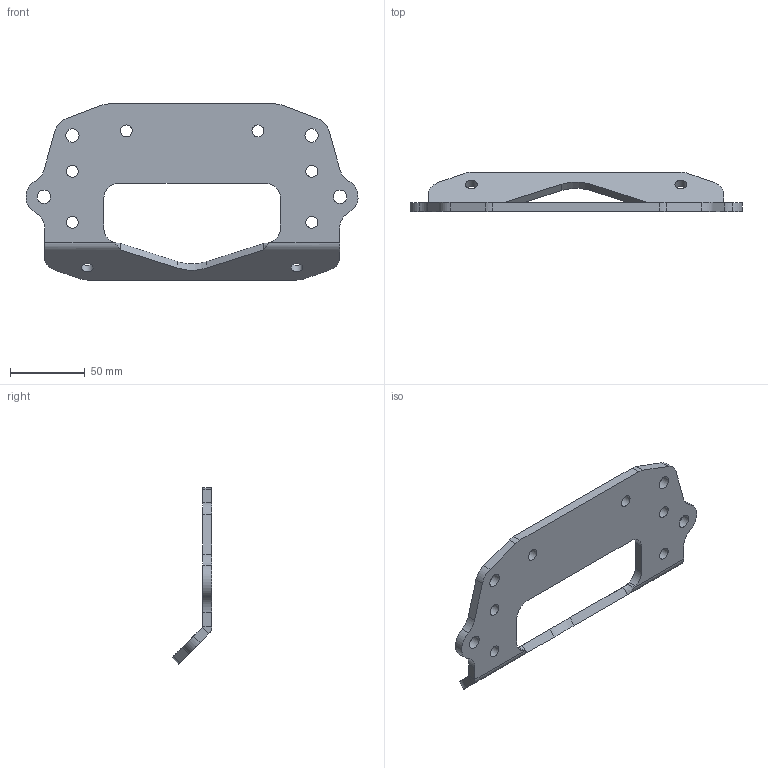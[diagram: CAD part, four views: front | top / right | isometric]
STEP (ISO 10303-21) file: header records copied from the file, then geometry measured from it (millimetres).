
FILE_DESCRIPTION((' '),'2;1');
FILE_NAME( 'M6 10 116 (Grind Head Bottom Plate).stp', '2025-03-20T16:43:49', (' '), ('--- ---'), ' V2025.1 Dec 16 2024', ' 2025 (c)', ' ');
FILE_SCHEMA(('AP242_MANAGED_MODEL_BASED_3D_ENGINEERING_MIM_LF { 1 0 10303 442 1 1 4 }'));
Length unit declared in the file: millimetre
Products named in the file (1): M6 10 116 (Grind Head Bottom Plate)
Bounding box: 221.77 x 26.33 x 117.57 mm (x, y, z)
Volume: 103151.1 mm3; surface area: 41729.9 mm2
Topology: 1 solids, 1 shells, 62 faces, 170 edges, 108 vertices
Faces by surface type: cylinder 35, plane 25, bspline 2
Full cylindrical faces by diameter (mm): 8 x8, 9 x4
Entity records: 2028 total; most frequent: CARTESIAN_POINT 371, DIRECTION 348, ORIENTED_EDGE 316, EDGE_CURVE 158, AXIS2_PLACEMENT_3D 130, VERTEX_POINT 108, EDGE_LOOP 98, VECTOR 88
